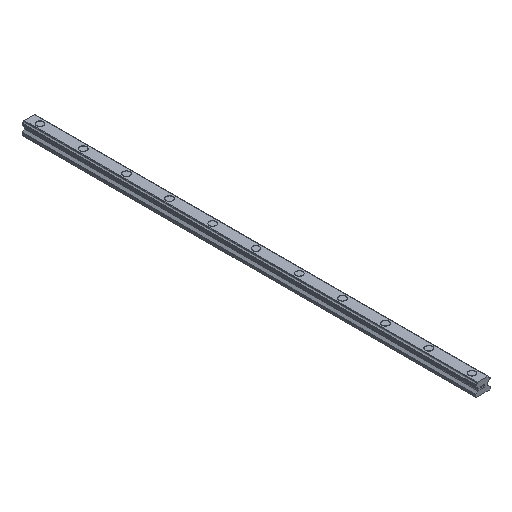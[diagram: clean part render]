
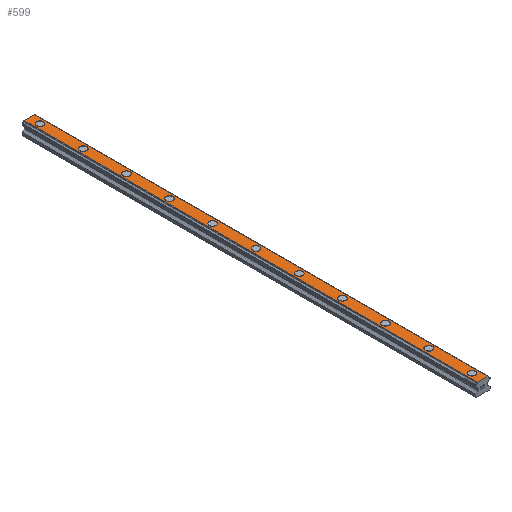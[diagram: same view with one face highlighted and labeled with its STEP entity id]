
A CAD part, isometric view. The second image highlights one B-rep face of the part: STEP entity #599.
In plain terms, the highlighted planar face has unit normal (0, 0, 1).
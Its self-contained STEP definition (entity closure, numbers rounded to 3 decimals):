
#599=ADVANCED_FACE('',(#1228,#1229,#1230,#1231,#1232,#1233,#1234,#1235,#1236,#1237,#1238,#1239),#1240,.T.);
#1228=FACE_BOUND('',#1891,.T.);
#1229=FACE_BOUND('',#1892,.T.);
#1230=FACE_BOUND('',#1893,.T.);
#1231=FACE_BOUND('',#1894,.T.);
#1232=FACE_BOUND('',#1895,.T.);
#1233=FACE_BOUND('',#1896,.T.);
#1234=FACE_BOUND('',#1897,.T.);
#1235=FACE_BOUND('',#1898,.T.);
#1236=FACE_BOUND('',#1899,.T.);
#1237=FACE_BOUND('',#1900,.T.);
#1238=FACE_BOUND('',#1901,.T.);
#1239=FACE_OUTER_BOUND('',#1902,.T.);
#1240=PLANE('',#1903);
#1891=EDGE_LOOP('',(#3587,#3588));
#1892=EDGE_LOOP('',(#3589,#3590));
#1893=EDGE_LOOP('',(#3591,#3592));
#1894=EDGE_LOOP('',(#3593,#3594));
#1895=EDGE_LOOP('',(#3595,#3596));
#1896=EDGE_LOOP('',(#3597,#3598));
#1897=EDGE_LOOP('',(#3599,#3600));
#1898=EDGE_LOOP('',(#3601,#3602));
#1899=EDGE_LOOP('',(#3603,#3604));
#1900=EDGE_LOOP('',(#3605,#3606));
#1901=EDGE_LOOP('',(#3607,#3608));
#1902=EDGE_LOOP('',(#3609,#3610,#3611,#3612));
#1903=AXIS2_PLACEMENT_3D('',#3613,#3614,#3615);
#3587=ORIENTED_EDGE('',*,*,#3914,.T.);
#3588=ORIENTED_EDGE('',*,*,#4365,.T.);
#3589=ORIENTED_EDGE('',*,*,#3904,.T.);
#3590=ORIENTED_EDGE('',*,*,#4371,.T.);
#3591=ORIENTED_EDGE('',*,*,#3894,.T.);
#3592=ORIENTED_EDGE('',*,*,#4377,.T.);
#3593=ORIENTED_EDGE('',*,*,#3884,.T.);
#3594=ORIENTED_EDGE('',*,*,#4383,.T.);
#3595=ORIENTED_EDGE('',*,*,#3874,.T.);
#3596=ORIENTED_EDGE('',*,*,#4389,.T.);
#3597=ORIENTED_EDGE('',*,*,#3864,.T.);
#3598=ORIENTED_EDGE('',*,*,#4395,.T.);
#3599=ORIENTED_EDGE('',*,*,#3854,.T.);
#3600=ORIENTED_EDGE('',*,*,#4401,.T.);
#3601=ORIENTED_EDGE('',*,*,#3844,.T.);
#3602=ORIENTED_EDGE('',*,*,#4407,.T.);
#3603=ORIENTED_EDGE('',*,*,#3834,.T.);
#3604=ORIENTED_EDGE('',*,*,#4413,.T.);
#3605=ORIENTED_EDGE('',*,*,#3824,.T.);
#3606=ORIENTED_EDGE('',*,*,#4419,.T.);
#3607=ORIENTED_EDGE('',*,*,#3814,.T.);
#3608=ORIENTED_EDGE('',*,*,#4425,.T.);
#3609=ORIENTED_EDGE('',*,*,#4344,.T.);
#3610=ORIENTED_EDGE('',*,*,#4472,.F.);
#3611=ORIENTED_EDGE('',*,*,#4214,.F.);
#3612=ORIENTED_EDGE('',*,*,#4470,.T.);
#3613=CARTESIAN_POINT('',(0.0,630.0,17.5));
#3614=DIRECTION('',(0.0,0.0,1.0));
#3615=DIRECTION('',(-1.0,0.0,-0.0));
#3814=EDGE_CURVE('',#4528,#4525,#4529,.T.);
#3824=EDGE_CURVE('',#4546,#4543,#4547,.T.);
#3834=EDGE_CURVE('',#4564,#4561,#4565,.T.);
#3844=EDGE_CURVE('',#4582,#4579,#4583,.T.);
#3854=EDGE_CURVE('',#4600,#4597,#4601,.T.);
#3864=EDGE_CURVE('',#4618,#4615,#4619,.T.);
#3874=EDGE_CURVE('',#4636,#4633,#4637,.T.);
#3884=EDGE_CURVE('',#4654,#4651,#4655,.T.);
#3894=EDGE_CURVE('',#4672,#4669,#4673,.T.);
#3904=EDGE_CURVE('',#4690,#4687,#4691,.T.);
#3914=EDGE_CURVE('',#4708,#4705,#4709,.T.);
#4214=EDGE_CURVE('',#5150,#5152,#5153,.T.);
#4344=EDGE_CURVE('',#5367,#5365,#5368,.T.);
#4365=EDGE_CURVE('',#4705,#4708,#5407,.T.);
#4371=EDGE_CURVE('',#4687,#4690,#5413,.T.);
#4377=EDGE_CURVE('',#4669,#4672,#5419,.T.);
#4383=EDGE_CURVE('',#4651,#4654,#5425,.T.);
#4389=EDGE_CURVE('',#4633,#4636,#5431,.T.);
#4395=EDGE_CURVE('',#4615,#4618,#5437,.T.);
#4401=EDGE_CURVE('',#4597,#4600,#5443,.T.);
#4407=EDGE_CURVE('',#4579,#4582,#5449,.T.);
#4413=EDGE_CURVE('',#4561,#4564,#5455,.T.);
#4419=EDGE_CURVE('',#4543,#4546,#5461,.T.);
#4425=EDGE_CURVE('',#4525,#4528,#5467,.T.);
#4470=EDGE_CURVE('',#5150,#5367,#5512,.T.);
#4472=EDGE_CURVE('',#5152,#5365,#5514,.T.);
#4525=VERTEX_POINT('',#5569);
#4528=VERTEX_POINT('',#5573);
#4529=CIRCLE('',#5574,4.75);
#4543=VERTEX_POINT('',#5591);
#4546=VERTEX_POINT('',#5595);
#4547=CIRCLE('',#5596,4.75);
#4561=VERTEX_POINT('',#5613);
#4564=VERTEX_POINT('',#5617);
#4565=CIRCLE('',#5618,4.75);
#4579=VERTEX_POINT('',#5635);
#4582=VERTEX_POINT('',#5639);
#4583=CIRCLE('',#5640,4.75);
#4597=VERTEX_POINT('',#5657);
#4600=VERTEX_POINT('',#5661);
#4601=CIRCLE('',#5662,4.75);
#4615=VERTEX_POINT('',#5679);
#4618=VERTEX_POINT('',#5683);
#4619=CIRCLE('',#5684,4.75);
#4633=VERTEX_POINT('',#5701);
#4636=VERTEX_POINT('',#5705);
#4637=CIRCLE('',#5706,4.75);
#4651=VERTEX_POINT('',#5723);
#4654=VERTEX_POINT('',#5727);
#4655=CIRCLE('',#5728,4.75);
#4669=VERTEX_POINT('',#5745);
#4672=VERTEX_POINT('',#5749);
#4673=CIRCLE('',#5750,4.75);
#4687=VERTEX_POINT('',#5767);
#4690=VERTEX_POINT('',#5771);
#4691=CIRCLE('',#5772,4.75);
#4705=VERTEX_POINT('',#5789);
#4708=VERTEX_POINT('',#5793);
#4709=CIRCLE('',#5794,4.75);
#5150=VERTEX_POINT('',#6381);
#5152=VERTEX_POINT('',#6384);
#5153=LINE('',#6385,#6386);
#5365=VERTEX_POINT('',#6680);
#5367=VERTEX_POINT('',#6683);
#5368=LINE('',#6684,#6685);
#5407=CIRCLE('',#6732,4.75);
#5413=CIRCLE('',#6738,4.75);
#5419=CIRCLE('',#6744,4.75);
#5425=CIRCLE('',#6750,4.75);
#5431=CIRCLE('',#6756,4.75);
#5437=CIRCLE('',#6762,4.75);
#5443=CIRCLE('',#6768,4.75);
#5449=CIRCLE('',#6774,4.75);
#5455=CIRCLE('',#6780,4.75);
#5461=CIRCLE('',#6786,4.75);
#5467=CIRCLE('',#6792,4.75);
#5512=LINE('',#6857,#6858);
#5514=LINE('',#6860,#6861);
#5569=CARTESIAN_POINT('',(4.75,15.0,17.5));
#5573=CARTESIAN_POINT('',(-4.75,15.0,17.5));
#5574=AXIS2_PLACEMENT_3D('',#6933,#6934,#6935);
#5591=CARTESIAN_POINT('',(4.75,75.0,17.5));
#5595=CARTESIAN_POINT('',(-4.75,75.0,17.5));
#5596=AXIS2_PLACEMENT_3D('',#6949,#6950,#6951);
#5613=CARTESIAN_POINT('',(4.75,135.0,17.5));
#5617=CARTESIAN_POINT('',(-4.75,135.0,17.5));
#5618=AXIS2_PLACEMENT_3D('',#6965,#6966,#6967);
#5635=CARTESIAN_POINT('',(4.75,195.0,17.5));
#5639=CARTESIAN_POINT('',(-4.75,195.0,17.5));
#5640=AXIS2_PLACEMENT_3D('',#6981,#6982,#6983);
#5657=CARTESIAN_POINT('',(4.75,255.0,17.5));
#5661=CARTESIAN_POINT('',(-4.75,255.0,17.5));
#5662=AXIS2_PLACEMENT_3D('',#6997,#6998,#6999);
#5679=CARTESIAN_POINT('',(4.75,315.0,17.5));
#5683=CARTESIAN_POINT('',(-4.75,315.0,17.5));
#5684=AXIS2_PLACEMENT_3D('',#7013,#7014,#7015);
#5701=CARTESIAN_POINT('',(4.75,375.0,17.5));
#5705=CARTESIAN_POINT('',(-4.75,375.0,17.5));
#5706=AXIS2_PLACEMENT_3D('',#7029,#7030,#7031);
#5723=CARTESIAN_POINT('',(4.75,435.0,17.5));
#5727=CARTESIAN_POINT('',(-4.75,435.0,17.5));
#5728=AXIS2_PLACEMENT_3D('',#7045,#7046,#7047);
#5745=CARTESIAN_POINT('',(4.75,495.0,17.5));
#5749=CARTESIAN_POINT('',(-4.75,495.0,17.5));
#5750=AXIS2_PLACEMENT_3D('',#7061,#7062,#7063);
#5767=CARTESIAN_POINT('',(4.75,555.0,17.5));
#5771=CARTESIAN_POINT('',(-4.75,555.0,17.5));
#5772=AXIS2_PLACEMENT_3D('',#7077,#7078,#7079);
#5789=CARTESIAN_POINT('',(4.75,615.0,17.5));
#5793=CARTESIAN_POINT('',(-4.75,615.0,17.5));
#5794=AXIS2_PLACEMENT_3D('',#7093,#7094,#7095);
#6381=CARTESIAN_POINT('',(-7.231,630.0,17.5));
#6384=CARTESIAN_POINT('',(7.231,630.0,17.5));
#6385=CARTESIAN_POINT('',(-7.231,630.0,17.5));
#6386=VECTOR('',#7444,1.0);
#6680=CARTESIAN_POINT('',(7.231,0.0,17.5));
#6683=CARTESIAN_POINT('',(-7.231,0.0,17.5));
#6684=CARTESIAN_POINT('',(-7.231,0.0,17.5));
#6685=VECTOR('',#7594,1.0);
#6732=AXIS2_PLACEMENT_3D('',#7636,#7637,#7638);
#6738=AXIS2_PLACEMENT_3D('',#7645,#7646,#7647);
#6744=AXIS2_PLACEMENT_3D('',#7654,#7655,#7656);
#6750=AXIS2_PLACEMENT_3D('',#7663,#7664,#7665);
#6756=AXIS2_PLACEMENT_3D('',#7672,#7673,#7674);
#6762=AXIS2_PLACEMENT_3D('',#7681,#7682,#7683);
#6768=AXIS2_PLACEMENT_3D('',#7690,#7691,#7692);
#6774=AXIS2_PLACEMENT_3D('',#7699,#7700,#7701);
#6780=AXIS2_PLACEMENT_3D('',#7708,#7709,#7710);
#6786=AXIS2_PLACEMENT_3D('',#7717,#7718,#7719);
#6792=AXIS2_PLACEMENT_3D('',#7726,#7727,#7728);
#6857=CARTESIAN_POINT('',(-7.231,630.0,17.5));
#6858=VECTOR('',#7755,1.0);
#6860=CARTESIAN_POINT('',(7.231,630.0,17.5));
#6861=VECTOR('',#7756,1.0);
#6933=CARTESIAN_POINT('',(0.0,15.0,17.5));
#6934=DIRECTION('',(0.0,0.0,-1.0));
#6935=DIRECTION('',(1.0,0.0,0.0));
#6949=CARTESIAN_POINT('',(0.0,75.0,17.5));
#6950=DIRECTION('',(0.0,0.0,-1.0));
#6951=DIRECTION('',(1.0,0.0,0.0));
#6965=CARTESIAN_POINT('',(0.0,135.0,17.5));
#6966=DIRECTION('',(0.0,0.0,-1.0));
#6967=DIRECTION('',(1.0,0.0,0.0));
#6981=CARTESIAN_POINT('',(0.0,195.0,17.5));
#6982=DIRECTION('',(0.0,0.0,-1.0));
#6983=DIRECTION('',(1.0,0.0,0.0));
#6997=CARTESIAN_POINT('',(0.0,255.0,17.5));
#6998=DIRECTION('',(0.0,0.0,-1.0));
#6999=DIRECTION('',(1.0,0.0,0.0));
#7013=CARTESIAN_POINT('',(0.0,315.0,17.5));
#7014=DIRECTION('',(0.0,0.0,-1.0));
#7015=DIRECTION('',(1.0,0.0,0.0));
#7029=CARTESIAN_POINT('',(0.0,375.0,17.5));
#7030=DIRECTION('',(0.0,0.0,-1.0));
#7031=DIRECTION('',(1.0,0.0,0.0));
#7045=CARTESIAN_POINT('',(0.0,435.0,17.5));
#7046=DIRECTION('',(0.0,0.0,-1.0));
#7047=DIRECTION('',(1.0,0.0,0.0));
#7061=CARTESIAN_POINT('',(0.0,495.0,17.5));
#7062=DIRECTION('',(0.0,0.0,-1.0));
#7063=DIRECTION('',(1.0,0.0,0.0));
#7077=CARTESIAN_POINT('',(0.0,555.0,17.5));
#7078=DIRECTION('',(0.0,0.0,-1.0));
#7079=DIRECTION('',(1.0,0.0,0.0));
#7093=CARTESIAN_POINT('',(0.0,615.0,17.5));
#7094=DIRECTION('',(0.0,0.0,-1.0));
#7095=DIRECTION('',(1.0,0.0,0.0));
#7444=DIRECTION('',(1.0,0.0,0.0));
#7594=DIRECTION('',(1.0,0.0,0.0));
#7636=CARTESIAN_POINT('',(0.0,615.0,17.5));
#7637=DIRECTION('',(0.0,0.0,-1.0));
#7638=DIRECTION('',(1.0,0.0,0.0));
#7645=CARTESIAN_POINT('',(0.0,555.0,17.5));
#7646=DIRECTION('',(0.0,0.0,-1.0));
#7647=DIRECTION('',(1.0,0.0,0.0));
#7654=CARTESIAN_POINT('',(0.0,495.0,17.5));
#7655=DIRECTION('',(0.0,0.0,-1.0));
#7656=DIRECTION('',(1.0,0.0,0.0));
#7663=CARTESIAN_POINT('',(0.0,435.0,17.5));
#7664=DIRECTION('',(0.0,0.0,-1.0));
#7665=DIRECTION('',(1.0,0.0,0.0));
#7672=CARTESIAN_POINT('',(0.0,375.0,17.5));
#7673=DIRECTION('',(0.0,0.0,-1.0));
#7674=DIRECTION('',(1.0,0.0,0.0));
#7681=CARTESIAN_POINT('',(0.0,315.0,17.5));
#7682=DIRECTION('',(0.0,0.0,-1.0));
#7683=DIRECTION('',(1.0,0.0,0.0));
#7690=CARTESIAN_POINT('',(0.0,255.0,17.5));
#7691=DIRECTION('',(0.0,0.0,-1.0));
#7692=DIRECTION('',(1.0,0.0,0.0));
#7699=CARTESIAN_POINT('',(0.0,195.0,17.5));
#7700=DIRECTION('',(0.0,0.0,-1.0));
#7701=DIRECTION('',(1.0,0.0,0.0));
#7708=CARTESIAN_POINT('',(0.0,135.0,17.5));
#7709=DIRECTION('',(0.0,0.0,-1.0));
#7710=DIRECTION('',(1.0,0.0,0.0));
#7717=CARTESIAN_POINT('',(0.0,75.0,17.5));
#7718=DIRECTION('',(0.0,0.0,-1.0));
#7719=DIRECTION('',(1.0,0.0,0.0));
#7726=CARTESIAN_POINT('',(0.0,15.0,17.5));
#7727=DIRECTION('',(0.0,0.0,-1.0));
#7728=DIRECTION('',(1.0,0.0,0.0));
#7755=DIRECTION('',(0.0,-1.0,0.0));
#7756=DIRECTION('',(0.0,-1.0,0.0));
